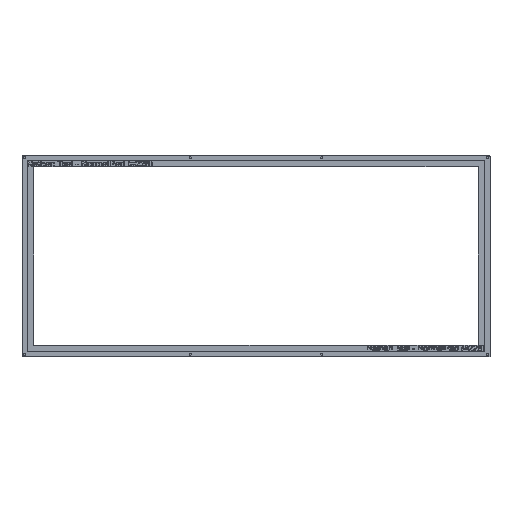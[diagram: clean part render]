
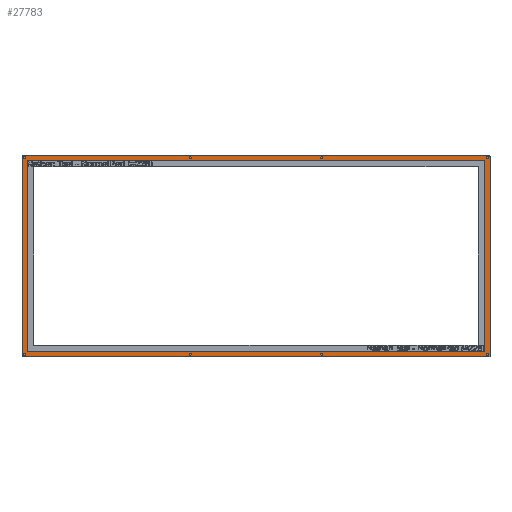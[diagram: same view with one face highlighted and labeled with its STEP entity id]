
A CAD part, top view. The second image highlights one B-rep face of the part: STEP entity #27783.
In plain terms, the highlighted planar face has unit normal (0, 0, 1).
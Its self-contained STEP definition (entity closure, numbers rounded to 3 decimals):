
#18=CIRCLE('',#28516,1.);
#19=CIRCLE('',#28519,1.);
#28=CIRCLE('',#28542,0.812);
#29=CIRCLE('',#28544,0.812);
#30=CIRCLE('',#28546,0.812);
#31=CIRCLE('',#28548,0.812);
#32=CIRCLE('',#28550,0.812);
#33=CIRCLE('',#28552,0.812);
#34=CIRCLE('',#28554,0.812);
#35=CIRCLE('',#28556,0.812);
#2461=FACE_BOUND('',#5613,.T.);
#2462=FACE_BOUND('',#5614,.T.);
#2463=FACE_BOUND('',#5615,.T.);
#2464=FACE_BOUND('',#5616,.T.);
#2465=FACE_BOUND('',#5617,.T.);
#2466=FACE_BOUND('',#5618,.T.);
#2467=FACE_BOUND('',#5619,.T.);
#2468=FACE_BOUND('',#5620,.T.);
#2469=FACE_BOUND('',#5621,.T.);
#3972=FACE_OUTER_BOUND('',#5612,.T.);
#5612=EDGE_LOOP('',(#25526,#25527,#25528,#25529,#25530,#25531));
#5613=EDGE_LOOP('',(#25532));
#5614=EDGE_LOOP('',(#25533));
#5615=EDGE_LOOP('',(#25534));
#5616=EDGE_LOOP('',(#25535));
#5617=EDGE_LOOP('',(#25536));
#5618=EDGE_LOOP('',(#25537));
#5619=EDGE_LOOP('',(#25538));
#5620=EDGE_LOOP('',(#25539));
#5621=EDGE_LOOP('',(#25540,#25541,#25542,#25543));
#8118=LINE('',#53686,#10636);
#8129=LINE('',#53748,#10647);
#8132=LINE('',#53753,#10650);
#8134=LINE('',#53757,#10652);
#8135=LINE('',#53762,#10653);
#8137=LINE('',#53766,#10655);
#8138=LINE('',#53768,#10656);
#8139=LINE('',#53770,#10657);
#10636=VECTOR('',#32520,10.);
#10647=VECTOR('',#32597,10.);
#10650=VECTOR('',#32602,10.);
#10652=VECTOR('',#32606,10.);
#10653=VECTOR('',#32615,10.);
#10655=VECTOR('',#32619,10.);
#10656=VECTOR('',#32622,10.);
#10657=VECTOR('',#32625,10.);
#13332=VERTEX_POINT('',#53663);
#13333=VERTEX_POINT('',#53665);
#13336=VERTEX_POINT('',#53672);
#13337=VERTEX_POINT('',#53674);
#13339=VERTEX_POINT('',#53685);
#13348=VERTEX_POINT('',#53713);
#13349=VERTEX_POINT('',#53717);
#13350=VERTEX_POINT('',#53721);
#13351=VERTEX_POINT('',#53725);
#13352=VERTEX_POINT('',#53729);
#13353=VERTEX_POINT('',#53733);
#13354=VERTEX_POINT('',#53737);
#13355=VERTEX_POINT('',#53741);
#13356=VERTEX_POINT('',#53745);
#13357=VERTEX_POINT('',#53747);
#13358=VERTEX_POINT('',#53751);
#13359=VERTEX_POINT('',#53755);
#13360=VERTEX_POINT('',#53764);
#17374=EDGE_CURVE('',#13332,#13333,#18,.T.);
#17378=EDGE_CURVE('',#13336,#13337,#19,.T.);
#17384=EDGE_CURVE('',#13339,#13337,#8118,.T.);
#17395=EDGE_CURVE('',#13348,#13348,#28,.F.);
#17397=EDGE_CURVE('',#13349,#13349,#29,.F.);
#17399=EDGE_CURVE('',#13350,#13350,#30,.F.);
#17401=EDGE_CURVE('',#13351,#13351,#31,.F.);
#17403=EDGE_CURVE('',#13352,#13352,#32,.F.);
#17405=EDGE_CURVE('',#13353,#13353,#33,.F.);
#17407=EDGE_CURVE('',#13354,#13354,#34,.F.);
#17409=EDGE_CURVE('',#13355,#13355,#35,.F.);
#17411=EDGE_CURVE('',#13356,#13357,#8129,.T.);
#17414=EDGE_CURVE('',#13358,#13356,#8132,.T.);
#17416=EDGE_CURVE('',#13359,#13358,#8134,.T.);
#17417=EDGE_CURVE('',#13357,#13359,#8135,.T.);
#17419=EDGE_CURVE('',#13336,#13360,#8137,.T.);
#17420=EDGE_CURVE('',#13333,#13360,#8138,.T.);
#17421=EDGE_CURVE('',#13332,#13339,#8139,.T.);
#25526=ORIENTED_EDGE('',*,*,#17374,.F.);
#25527=ORIENTED_EDGE('',*,*,#17421,.T.);
#25528=ORIENTED_EDGE('',*,*,#17384,.T.);
#25529=ORIENTED_EDGE('',*,*,#17378,.F.);
#25530=ORIENTED_EDGE('',*,*,#17419,.T.);
#25531=ORIENTED_EDGE('',*,*,#17420,.F.);
#25532=ORIENTED_EDGE('',*,*,#17395,.T.);
#25533=ORIENTED_EDGE('',*,*,#17397,.T.);
#25534=ORIENTED_EDGE('',*,*,#17399,.T.);
#25535=ORIENTED_EDGE('',*,*,#17401,.T.);
#25536=ORIENTED_EDGE('',*,*,#17403,.T.);
#25537=ORIENTED_EDGE('',*,*,#17405,.T.);
#25538=ORIENTED_EDGE('',*,*,#17407,.T.);
#25539=ORIENTED_EDGE('',*,*,#17409,.T.);
#25540=ORIENTED_EDGE('',*,*,#17414,.F.);
#25541=ORIENTED_EDGE('',*,*,#17416,.F.);
#25542=ORIENTED_EDGE('',*,*,#17417,.F.);
#25543=ORIENTED_EDGE('',*,*,#17411,.F.);
#26280=PLANE('',#28567);
#27783=ADVANCED_FACE('',(#3972,#2461,#2462,#2463,#2464,#2465,#2466,#2467,
#2468,#2469),#26280,.F.);
#28516=AXIS2_PLACEMENT_3D('',#53666,#32497,#32498);
#28519=AXIS2_PLACEMENT_3D('',#53675,#32505,#32506);
#28542=AXIS2_PLACEMENT_3D('',#53715,#32557,#32558);
#28544=AXIS2_PLACEMENT_3D('',#53719,#32562,#32563);
#28546=AXIS2_PLACEMENT_3D('',#53723,#32567,#32568);
#28548=AXIS2_PLACEMENT_3D('',#53727,#32572,#32573);
#28550=AXIS2_PLACEMENT_3D('',#53731,#32577,#32578);
#28552=AXIS2_PLACEMENT_3D('',#53735,#32582,#32583);
#28554=AXIS2_PLACEMENT_3D('',#53739,#32587,#32588);
#28556=AXIS2_PLACEMENT_3D('',#53743,#32592,#32593);
#28567=AXIS2_PLACEMENT_3D('',#53771,#32626,#32627);
#32497=DIRECTION('center_axis',(0.,0.,-1.));
#32498=DIRECTION('ref_axis',(-0.707,-0.707,0.));
#32505=DIRECTION('center_axis',(0.,0.,-1.));
#32506=DIRECTION('ref_axis',(0.707,0.707,0.));
#32520=DIRECTION('',(0.,1.,0.));
#32557=DIRECTION('center_axis',(0.,0.,1.));
#32558=DIRECTION('ref_axis',(-1.,0.,0.));
#32562=DIRECTION('center_axis',(0.,0.,1.));
#32563=DIRECTION('ref_axis',(-1.,0.,0.));
#32567=DIRECTION('center_axis',(0.,0.,1.));
#32568=DIRECTION('ref_axis',(-1.,0.,0.));
#32572=DIRECTION('center_axis',(0.,0.,1.));
#32573=DIRECTION('ref_axis',(-1.,0.,0.));
#32577=DIRECTION('center_axis',(0.,0.,1.));
#32578=DIRECTION('ref_axis',(-1.,0.,0.));
#32582=DIRECTION('center_axis',(0.,0.,1.));
#32583=DIRECTION('ref_axis',(-1.,0.,0.));
#32587=DIRECTION('center_axis',(0.,0.,1.));
#32588=DIRECTION('ref_axis',(-1.,0.,0.));
#32592=DIRECTION('center_axis',(0.,0.,1.));
#32593=DIRECTION('ref_axis',(-1.,0.,0.));
#32597=DIRECTION('',(0.,-1.,0.));
#32602=DIRECTION('',(-1.,0.,0.));
#32606=DIRECTION('',(0.,1.,0.));
#32615=DIRECTION('',(1.,0.,0.));
#32619=DIRECTION('',(-1.,0.,0.));
#32622=DIRECTION('',(0.,1.,0.));
#32625=DIRECTION('',(1.,0.,0.));
#32626=DIRECTION('center_axis',(0.,0.,-1.));
#32627=DIRECTION('ref_axis',(-1.,0.,0.));
#53663=CARTESIAN_POINT('',(-15.619,-141.77,-23.5));
#53665=CARTESIAN_POINT('',(-16.619,-140.77,-23.5));
#53666=CARTESIAN_POINT('Origin',(-15.619,-140.77,-23.5));
#53672=CARTESIAN_POINT('',(337.712,11.58,-23.5));
#53674=CARTESIAN_POINT('',(338.712,10.58,-23.5));
#53675=CARTESIAN_POINT('Origin',(337.712,10.58,-23.5));
#53685=CARTESIAN_POINT('',(338.712,-141.77,-23.5));
#53686=CARTESIAN_POINT('',(338.712,7.58,-23.5));
#53713=CARTESIAN_POINT('',(211.858,-139.77,-23.5));
#53715=CARTESIAN_POINT('Origin',(211.047,-139.77,-23.5));
#53717=CARTESIAN_POINT('',(211.858,9.58,-23.5));
#53719=CARTESIAN_POINT('Origin',(211.047,9.58,-23.5));
#53721=CARTESIAN_POINT('',(111.858,-139.77,-23.5));
#53723=CARTESIAN_POINT('Origin',(111.047,-139.77,-23.5));
#53725=CARTESIAN_POINT('',(111.858,9.58,-23.5));
#53727=CARTESIAN_POINT('Origin',(111.047,9.58,-23.5));
#53729=CARTESIAN_POINT('',(-13.807,9.58,-23.5));
#53731=CARTESIAN_POINT('Origin',(-14.619,9.58,-23.5));
#53733=CARTESIAN_POINT('',(337.524,9.58,-23.5));
#53735=CARTESIAN_POINT('Origin',(336.712,9.58,-23.5));
#53737=CARTESIAN_POINT('',(-13.807,-139.77,-23.5));
#53739=CARTESIAN_POINT('Origin',(-14.619,-139.77,-23.5));
#53741=CARTESIAN_POINT('',(337.524,-139.77,-23.5));
#53743=CARTESIAN_POINT('Origin',(336.712,-139.77,-23.5));
#53745=CARTESIAN_POINT('',(-12.619,7.58,-23.5));
#53747=CARTESIAN_POINT('',(-12.619,-137.77,-23.5));
#53748=CARTESIAN_POINT('',(-12.619,7.58,-23.5));
#53751=CARTESIAN_POINT('',(334.712,7.58,-23.5));
#53753=CARTESIAN_POINT('',(-16.619,7.58,-23.5));
#53755=CARTESIAN_POINT('',(334.712,-137.77,-23.5));
#53757=CARTESIAN_POINT('',(334.712,7.58,-23.5));
#53762=CARTESIAN_POINT('',(334.712,-137.77,-23.5));
#53764=CARTESIAN_POINT('',(-16.619,11.58,-23.5));
#53766=CARTESIAN_POINT('',(338.712,11.58,-23.5));
#53768=CARTESIAN_POINT('',(-16.619,-141.77,-23.5));
#53770=CARTESIAN_POINT('',(334.712,-141.77,-23.5));
#53771=CARTESIAN_POINT('Origin',(161.047,-65.095,-23.5));
